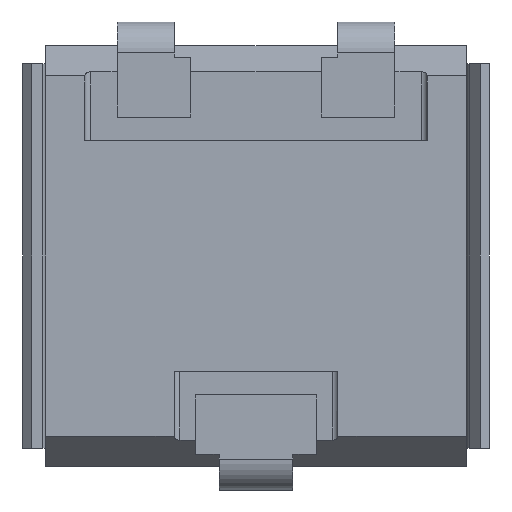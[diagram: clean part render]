
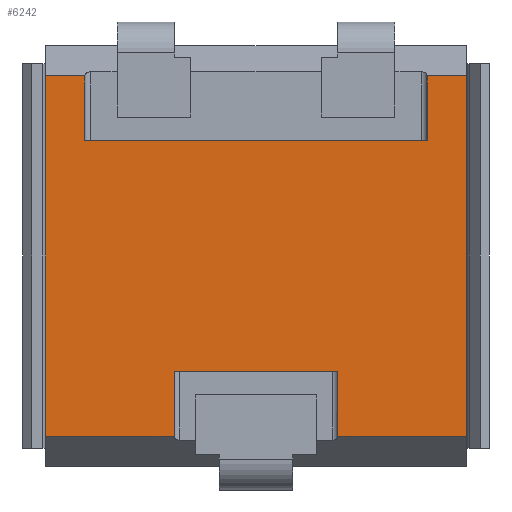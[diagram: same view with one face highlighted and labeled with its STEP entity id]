
A CAD part, front view. The second image highlights one B-rep face of the part: STEP entity #6242.
In plain terms, the highlighted planar face has unit normal (0, -1, 0).
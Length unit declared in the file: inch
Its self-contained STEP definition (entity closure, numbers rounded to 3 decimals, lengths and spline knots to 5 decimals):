
#103=DIRECTION('',(0.,0.,-1.));
#104=VECTOR('',#103,0.1516);
#105=CARTESIAN_POINT('',(0.0885,-0.008,0.0758));
#106=LINE('',#105,#104);
#744=DIRECTION('',(0.,0.,-1.));
#745=VECTOR('',#744,0.1516);
#746=CARTESIAN_POINT('',(-0.0885,-0.008,0.0758));
#747=LINE('',#746,#745);
#2156=DIRECTION('',(0.,0.,-1.));
#2157=VECTOR('',#2156,0.0273);
#2158=CARTESIAN_POINT('',(0.072,-0.008,0.0758));
#2159=LINE('',#2158,#2157);
#2160=DIRECTION('',(1.,0.,0.));
#2161=VECTOR('',#2160,0.0165);
#2162=CARTESIAN_POINT('',(0.072,-0.008,0.0758));
#2163=LINE('',#2162,#2161);
#2164=DIRECTION('',(0.,0.,1.));
#2165=VECTOR('',#2164,0.0273);
#2166=CARTESIAN_POINT('',(0.0345,-0.008,-0.0758));
#2167=LINE('',#2166,#2165);
#2168=DIRECTION('',(-1.,0.,0.));
#2169=VECTOR('',#2168,0.069);
#2170=CARTESIAN_POINT('',(0.0345,-0.008,-0.0485));
#2171=LINE('',#2170,#2169);
#2172=DIRECTION('',(0.,0.,1.));
#2173=VECTOR('',#2172,0.0273);
#2174=CARTESIAN_POINT('',(-0.0345,-0.008,-0.0758));
#2175=LINE('',#2174,#2173);
#2176=DIRECTION('',(1.,0.,0.));
#2177=VECTOR('',#2176,0.0165);
#2178=CARTESIAN_POINT('',(-0.0885,-0.008,0.0758));
#2179=LINE('',#2178,#2177);
#2180=DIRECTION('',(0.,0.,-1.));
#2181=VECTOR('',#2180,0.0273);
#2182=CARTESIAN_POINT('',(-0.072,-0.008,0.0758));
#2183=LINE('',#2182,#2181);
#2184=DIRECTION('',(1.,0.,0.));
#2185=VECTOR('',#2184,0.144);
#2186=CARTESIAN_POINT('',(-0.072,-0.008,0.0485));
#2187=LINE('',#2186,#2185);
#2208=DIRECTION('',(1.,0.,0.));
#2209=VECTOR('',#2208,0.054);
#2210=CARTESIAN_POINT('',(0.0345,-0.008,-0.0758));
#2211=LINE('',#2210,#2209);
#2212=DIRECTION('',(1.,0.,0.));
#2213=VECTOR('',#2212,0.054);
#2214=CARTESIAN_POINT('',(-0.0885,-0.008,-0.0758));
#2215=LINE('',#2214,#2213);
#2794=CARTESIAN_POINT('',(-0.0885,-0.008,0.0758));
#2795=CARTESIAN_POINT('',(-0.0885,-0.008,-0.0758));
#2796=VERTEX_POINT('',#2794);
#2797=VERTEX_POINT('',#2795);
#2798=CARTESIAN_POINT('',(0.0885,-0.008,0.0758));
#2799=CARTESIAN_POINT('',(0.0885,-0.008,-0.0758));
#2800=VERTEX_POINT('',#2798);
#2801=VERTEX_POINT('',#2799);
#2874=CARTESIAN_POINT('',(-0.0345,-0.008,-0.0758));
#2876=VERTEX_POINT('',#2874);
#2881=CARTESIAN_POINT('',(0.0345,-0.008,-0.0758));
#2882=VERTEX_POINT('',#2881);
#2883=CARTESIAN_POINT('',(-0.0345,-0.008,-0.0485));
#2884=VERTEX_POINT('',#2883);
#2885=CARTESIAN_POINT('',(0.0345,-0.008,-0.0485));
#2886=VERTEX_POINT('',#2885);
#2911=CARTESIAN_POINT('',(0.072,-0.008,0.0758));
#2913=VERTEX_POINT('',#2911);
#2918=CARTESIAN_POINT('',(-0.072,-0.008,0.0758));
#2919=VERTEX_POINT('',#2918);
#2920=CARTESIAN_POINT('',(0.072,-0.008,0.0485));
#2921=VERTEX_POINT('',#2920);
#2922=CARTESIAN_POINT('',(-0.072,-0.008,0.0485));
#2923=VERTEX_POINT('',#2922);
#6216=CARTESIAN_POINT('',(-0.0885,-0.008,0.0758));
#6217=DIRECTION('',(0.,-1.,0.));
#6218=DIRECTION('',(0.,0.,-1.));
#6219=AXIS2_PLACEMENT_3D('',#6216,#6217,#6218);
#6220=PLANE('',#6219);
#6221=ORIENTED_EDGE('',*,*,#6208,.F.);
#6222=ORIENTED_EDGE('',*,*,#5968,.T.);
#6223=ORIENTED_EDGE('',*,*,#3677,.T.);
#6225=ORIENTED_EDGE('',*,*,#6224,.F.);
#6227=ORIENTED_EDGE('',*,*,#6226,.T.);
#6229=ORIENTED_EDGE('',*,*,#6228,.T.);
#6231=ORIENTED_EDGE('',*,*,#6230,.F.);
#6233=ORIENTED_EDGE('',*,*,#6232,.F.);
#6234=ORIENTED_EDGE('',*,*,#4428,.F.);
#6235=ORIENTED_EDGE('',*,*,#5963,.T.);
#6237=ORIENTED_EDGE('',*,*,#6236,.T.);
#6239=ORIENTED_EDGE('',*,*,#6238,.T.);
#6240=EDGE_LOOP('',(#6221,#6222,#6223,#6225,#6227,#6229,#6231,#6233,#6234,#6235,
#6237,#6239));
#6241=FACE_OUTER_BOUND('',#6240,.F.);
#6242=ADVANCED_FACE('',(#6241),#6220,.T.);
#3677=EDGE_CURVE('',#2800,#2801,#106,.T.);
#4428=EDGE_CURVE('',#2796,#2797,#747,.T.);
#5963=EDGE_CURVE('',#2796,#2919,#2179,.T.);
#5968=EDGE_CURVE('',#2913,#2800,#2163,.T.);
#6208=EDGE_CURVE('',#2913,#2921,#2159,.T.);
#6224=EDGE_CURVE('',#2882,#2801,#2211,.T.);
#6226=EDGE_CURVE('',#2882,#2886,#2167,.T.);
#6228=EDGE_CURVE('',#2886,#2884,#2171,.T.);
#6230=EDGE_CURVE('',#2876,#2884,#2175,.T.);
#6232=EDGE_CURVE('',#2797,#2876,#2215,.T.);
#6236=EDGE_CURVE('',#2919,#2923,#2183,.T.);
#6238=EDGE_CURVE('',#2923,#2921,#2187,.T.);
